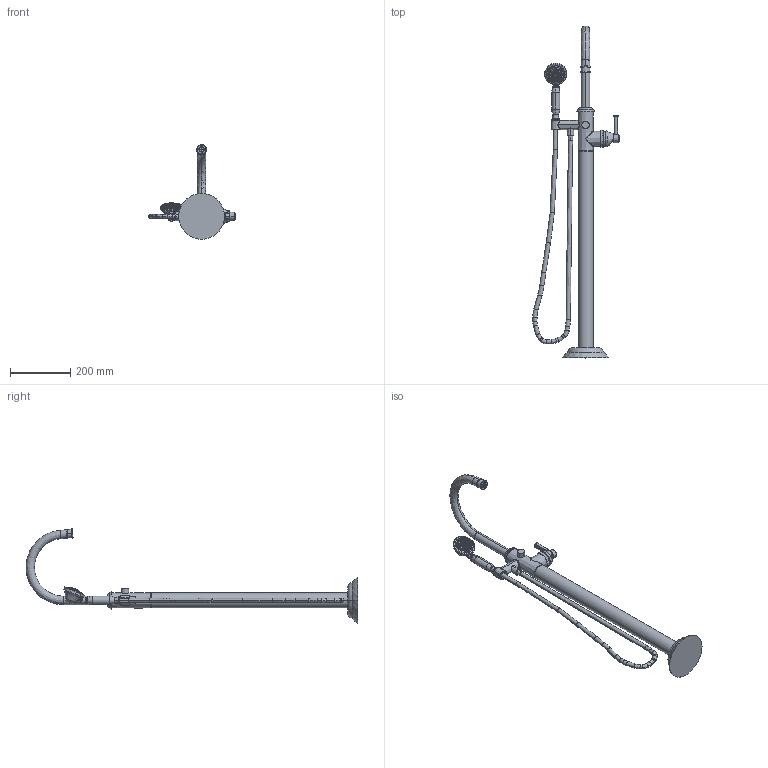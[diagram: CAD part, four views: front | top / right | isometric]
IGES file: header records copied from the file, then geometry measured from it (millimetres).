
Start section:  PTC IGES file: 910-4261.igs
Global section: file name: 910-4261.igs; native system: Creo Parametric by PTC Inc.; preprocessor: 2023134; author: nehatek; organization: Unknown; date: 20240613.191320; units: inch
Bounding box: 286.61 x 1099.88 x 313.25 mm (x, y, z)
Surface area: 332930.1 mm2 (no closed solid volume)
Topology: 0 solids, 0 shells, 594 faces, 2698 edges, 2690 vertices
Faces by surface type: revolution 445, bspline 149
